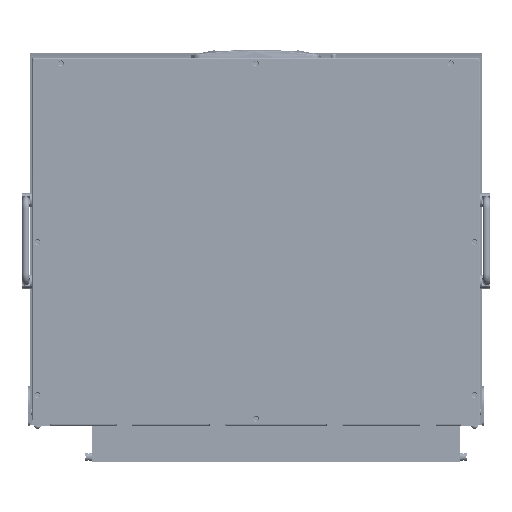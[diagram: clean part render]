
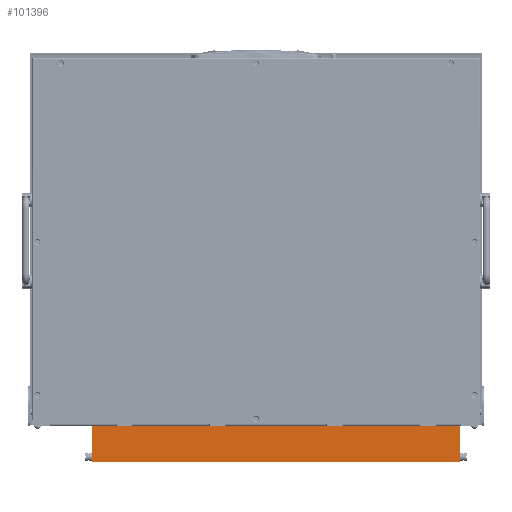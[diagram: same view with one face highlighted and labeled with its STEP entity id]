
A CAD part, front view. The second image highlights one B-rep face of the part: STEP entity #101396.
In plain terms, the highlighted planar face has unit normal (0, -1, 0).
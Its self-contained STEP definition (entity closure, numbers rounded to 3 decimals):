
#276 = EDGE_CURVE ( 'NONE', #38457, #52146, #95121, .T. ) ;
#356 = VECTOR ( 'NONE', #54136, 1000. ) ;
#1198 = FACE_OUTER_BOUND ( 'NONE', #16593, .T. ) ;
#1754 = DIRECTION ( 'NONE',  ( 0., 1., 0. ) ) ;
#2076 = VECTOR ( 'NONE', #105127, 1000. ) ;
#7019 = AXIS2_PLACEMENT_3D ( 'NONE', #10672, #1754, #71013 ) ;
#10672 = CARTESIAN_POINT ( 'NONE',  ( 44.443, 0., 431.563 ) ) ;
#13528 = CARTESIAN_POINT ( 'NONE',  ( -0.004, 0., 432.085 ) ) ;
#16593 = EDGE_LOOP ( 'NONE', ( #27528, #44855, #26361, #21678 ) ) ;
#20015 = LINE ( 'NONE', #46275, #356 ) ;
#21548 = CARTESIAN_POINT ( 'NONE',  ( -0.004, 0., 432.085 ) ) ;
#21678 = ORIENTED_EDGE ( 'NONE', *, *, #29912, .F. ) ;
#23362 = EDGE_CURVE ( 'NONE', #83288, #74154, #98124, .T. ) ;
#26361 = ORIENTED_EDGE ( 'NONE', *, *, #23362, .T. ) ;
#26477 = CARTESIAN_POINT ( 'NONE',  ( -7.864, 0., -18.188 ) ) ;
#27528 = ORIENTED_EDGE ( 'NONE', *, *, #276, .T. ) ;
#29912 = EDGE_CURVE ( 'NONE', #38457, #74154, #20015, .T. ) ;
#31027 = DIRECTION ( 'NONE',  ( -1., 0., 0.017 ) ) ;
#38457 = VERTEX_POINT ( 'NONE', #26477 ) ;
#44855 = ORIENTED_EDGE ( 'NONE', *, *, #60525, .T. ) ;
#46275 = CARTESIAN_POINT ( 'NONE',  ( -0.084, 0., 427.514 ) ) ;
#48243 = CARTESIAN_POINT ( 'NONE',  ( 44.439, 0., 431.309 ) ) ;
#50493 = CARTESIAN_POINT ( 'NONE',  ( 36.579, 0., -18.964 ) ) ;
#52146 = VERTEX_POINT ( 'NONE', #50493 ) ;
#54136 = DIRECTION ( 'NONE',  ( 0.017, 0., 1. ) ) ;
#60525 = EDGE_CURVE ( 'NONE', #52146, #83288, #91366, .T. ) ;
#71013 = DIRECTION ( 'NONE',  ( 0., 0., 1. ) ) ;
#74154 = VERTEX_POINT ( 'NONE', #13528 ) ;
#81697 = VECTOR ( 'NONE', #83501, 1000. ) ;
#83288 = VERTEX_POINT ( 'NONE', #48243 ) ;
#83501 = DIRECTION ( 'NONE',  ( 0.017, 0., 1. ) ) ;
#89173 = VECTOR ( 'NONE', #31027, 1000. ) ;
#91366 = LINE ( 'NONE', #109181, #81697 ) ;
#95121 = LINE ( 'NONE', #96772, #2076 ) ;
#96772 = CARTESIAN_POINT ( 'NONE',  ( -7.864, 0., -18.188 ) ) ;
#98124 = LINE ( 'NONE', #21548, #89173 ) ;
#101396 = ADVANCED_FACE ( 'NONE', ( #1198 ), #105650, .F. ) ;
#105127 = DIRECTION ( 'NONE',  ( 1., 0., -0.017 ) ) ;
#105650 = PLANE ( 'NONE',  #7019 ) ;
#109181 = CARTESIAN_POINT ( 'NONE',  ( 44.443, 0., 431.563 ) ) ;
